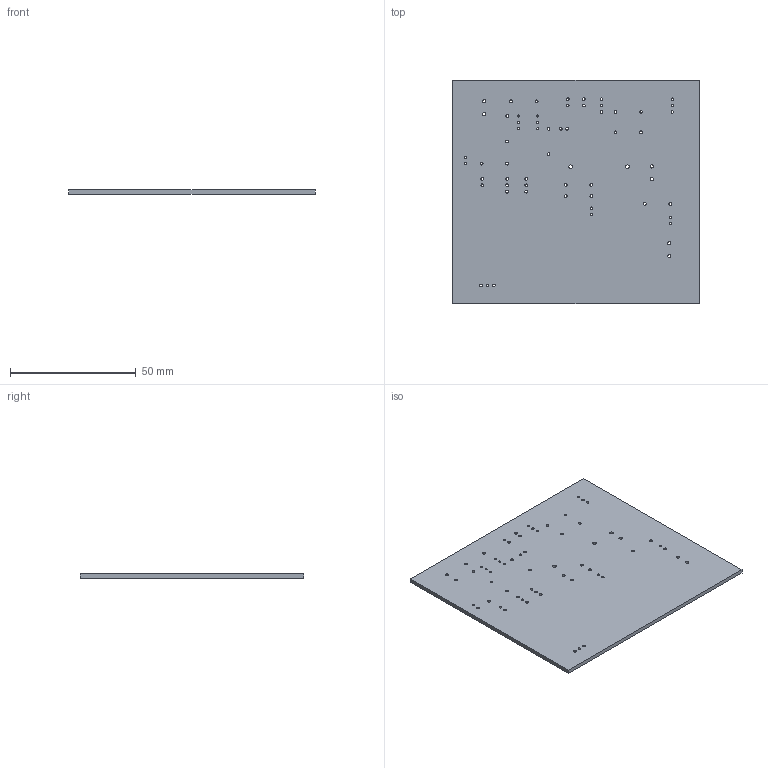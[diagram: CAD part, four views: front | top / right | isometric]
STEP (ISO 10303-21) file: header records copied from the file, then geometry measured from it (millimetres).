
FILE_DESCRIPTION(('KiCad electronic assembly'),'2;1');
FILE_NAME('TRIAC_SWITCHING.step','2022-11-27T16:42:19',('Pcbnew'),( 'Kicad'),'Open CASCADE STEP processor 7.6','KiCad to STEP converter' ,'Unknown');
FILE_SCHEMA(('AUTOMOTIVE_DESIGN { 1 0 10303 214 1 1 1 1 }'));
Length unit declared in the file: millimetre
Products named in the file (2): TRIAC_SWITCHING 1; TRIAC_SWITCHING PCB
Assembly tree (1 placements, depth 2):
  TRIAC_SWITCHING 1
    TRIAC_SWITCHING PCB
Bounding box: 98 x 89 x 1.6 mm (x, y, z)
Volume: 13864.2 mm3; surface area: 18259.9 mm2
Topology: 1 solids, 1 shells, 67 faces, 195 edges, 130 vertices
Faces by surface type: cylinder 61, plane 6
Full cylindrical faces by diameter (mm): 0.8 x6, 1 x14, 1.1 x33, 1.3 x6, 1.5 x2
Entity records: 5483 total; most frequent: CARTESIAN_POINT 1516, DIRECTION 723, ORIENTED_EDGE 390, PCURVE 390, DEFINITIONAL_REPRESENTATION 390, LINE 341, VECTOR 341, EDGE_CURVE 195
